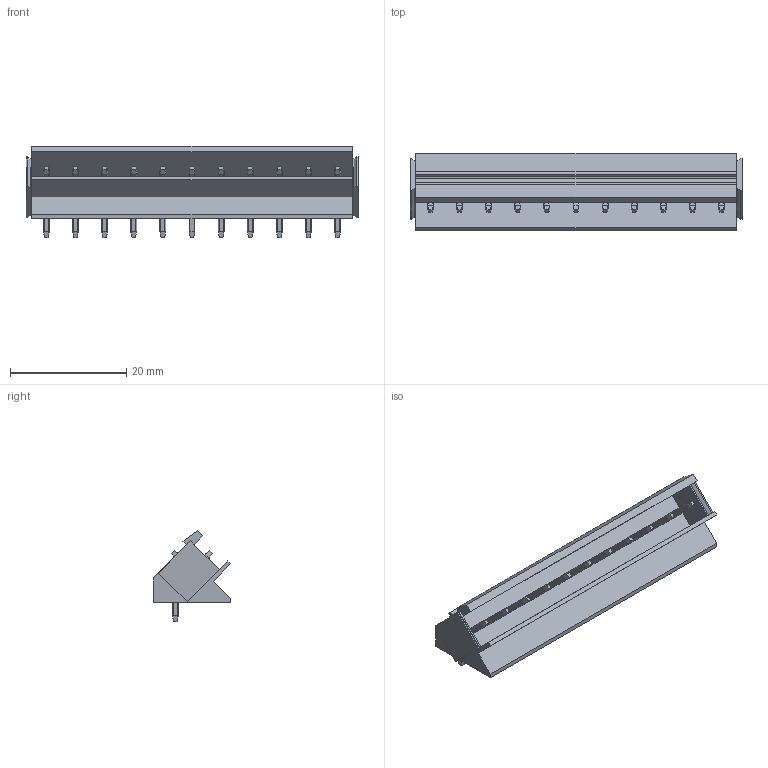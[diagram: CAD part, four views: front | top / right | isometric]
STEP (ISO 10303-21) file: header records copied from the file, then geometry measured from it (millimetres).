
FILE_DESCRIPTION(('CATIA V5 STEP Exchange','CAx-IF Rec.Pracs.--- Model Styling and Organization---1.2---2011-12-15'),'2;1');
FILE_NAME ('D1453876_0_1630570000_1630570000.stp','2018-10-13T03:07:23+00:00',('none'),('Weidmueller'),'CATIA Version 5-6 Release 2014','CATIA V5 STEP AP214','none');
FILE_SCHEMA(('AUTOMOTIVE_DESIGN { 1 0 10303 214 1 1 1 1 }'));
Length unit declared in the file: millimetre
Products named in the file (1): 1630570000
Bounding box: 57 x 13.3 x 15.63 mm (x, y, z)
Volume: 3382.5 mm3; surface area: 4635.4 mm2
Topology: 12 solids, 12 shells, 460 faces, 1216 edges, 780 vertices
Faces by surface type: plane 282, cylinder 178
Entity records: 16465 total; most frequent: CARTESIAN_POINT 6180, ORIENTED_EDGE 2432, DIRECTION 1574, EDGE_CURVE 1216, VECTOR 860, LINE 860, VERTEX_POINT 780, EDGE_LOOP 482
